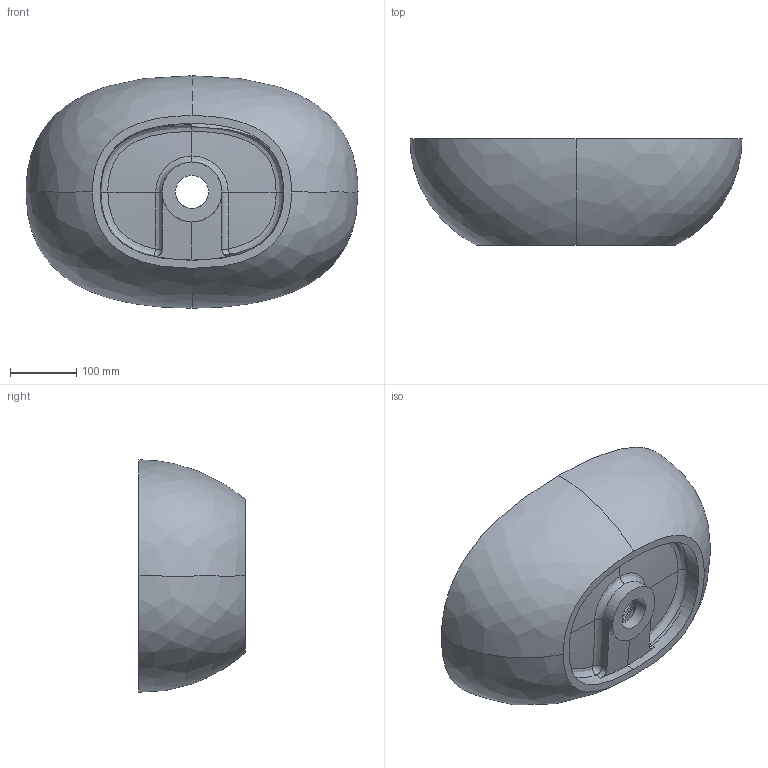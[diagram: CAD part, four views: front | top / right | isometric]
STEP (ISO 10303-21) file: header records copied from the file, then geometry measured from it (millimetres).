
FILE_DESCRIPTION((''),'2;1');
FILE_NAME('1386','2021-05-06T11:57:57',('cai'),(''),'CREO PARAMETRIC BY PTC INC, 2018020','CREO PARAMETRIC BY PTC INC, 2018020','');
FILE_SCHEMA(('CONFIG_CONTROL_DESIGN'));
Length unit declared in the file: millimetre
Products named in the file (1): 1386
Bounding box: 500 x 160.33 x 350 mm (x, y, z)
Volume: 5175930.2 mm3; surface area: 651042.1 mm2
Topology: 1 solids, 2 shells, 72 faces, 173 edges, 103 vertices
Faces by surface type: bspline 42, plane 9, cylinder 9, cone 4, extrusion 4, torus 2, sphere 2
Entity records: 9356 total; most frequent: CARTESIAN_POINT 7968, ORIENTED_EDGE 340, EDGE_CURVE 173, DIRECTION 162, B_SPLINE_CURVE_WITH_KNOTS 107, VERTEX_POINT 103, EDGE_LOOP 75, FACE_OUTER_BOUND 72
